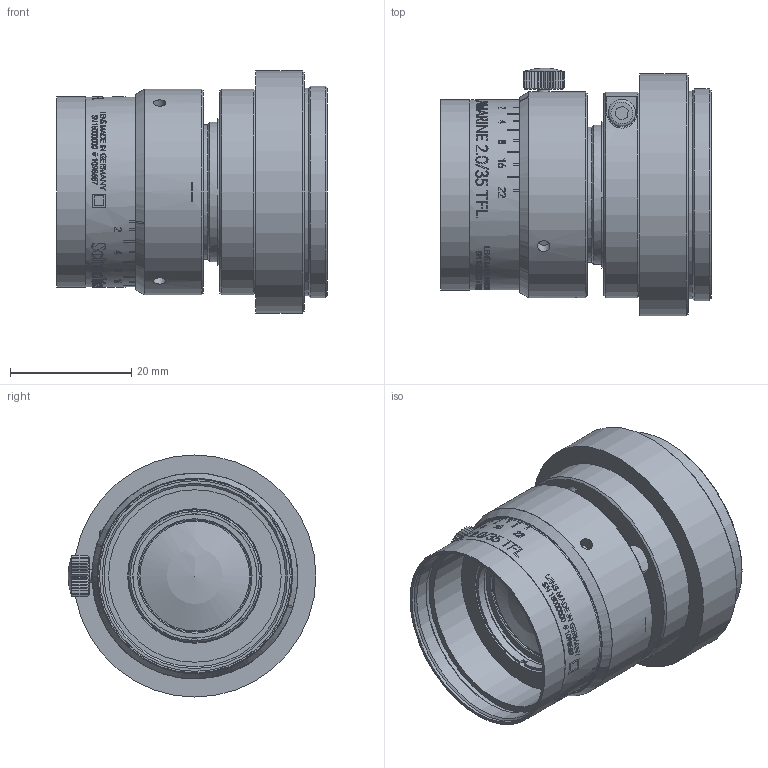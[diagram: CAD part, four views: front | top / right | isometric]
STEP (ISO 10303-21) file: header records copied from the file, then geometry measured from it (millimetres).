
FILE_DESCRIPTION(/* description */ (''),/* implementation_level */ '2;1');
FILE_NAME(/* name */ '1098687_00156340_002.stp',/* time_stamp */ '2021-09-03T13:05:44+02:00',/* author */ (''),/* organization */ (''),/* preprocessor_version */ 'ST-DEVELOPER v16',/* originating_system */ 'SIEMENS PLM Software NX 10.0',/* authorisation */ '');
FILE_SCHEMA (('AP203_CONFIGURATION_CONTROLLED_3D_DESIGN_OF_MECHANICAL_PARTS_AND_ASSEMBLIES_MIM_LF { 1 0 10303 403 2 1 2}'));
Length unit declared in the file: millimetre
Products named in the file (1): Froe0D9860FAut0i
Bounding box: 44.64 x 40.94 x 40 mm (x, y, z)
Volume: 27854.7 mm3; surface area: 14201 mm2
Topology: 1 solids, 5 shells, 528 faces, 1817 edges, 1440 vertices
Faces by surface type: plane 243, cylinder 234, cone 44, torus 4, sphere 3
Full cylindrical faces by diameter (mm): 1.1 x1, 1.7 x3, 1.9 x3, 2 x1, 2.05 x3, 2.5 x1, 2.7 x3, 15.5 x1, 16.5 x1, 17 x1, 17.3 x1, 18 x1, 18.2 x2, 18.5 x1, 19.5 x1, 20 x1, 20.5 x1, 21 x1, 21.3 x1, 22.2 x2, 22.3 x1, 22.46 x1, 23 x2, 24 x1, 27.003 x1, 28.5 x1, 30 x2, 30.6 x1, 30.62 x1, 31.3 x1
Entity records: 22158 total; most frequent: CARTESIAN_POINT 7761, ORIENTED_EDGE 3341, DIRECTION 2231, EDGE_CURVE 1694, VERTEX_POINT 1404, AXIS2_PLACEMENT_3D 902, B_SPLINE_CURVE_WITH_KNOTS 856, EDGE_LOOP 789
